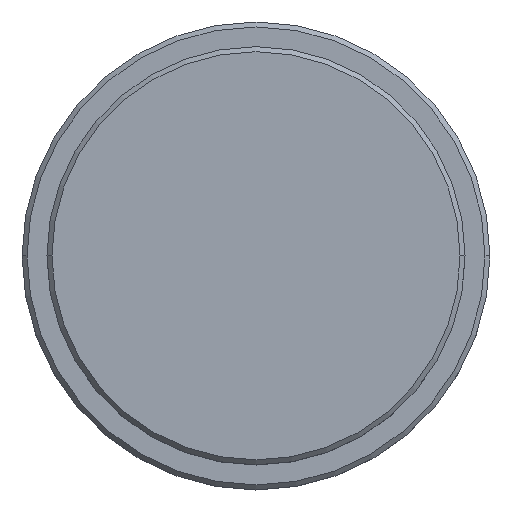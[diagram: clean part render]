
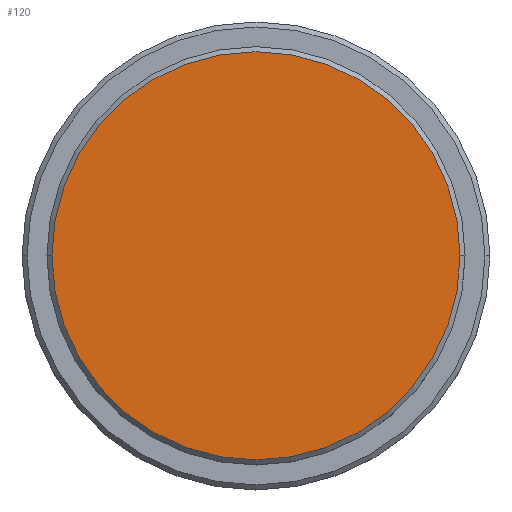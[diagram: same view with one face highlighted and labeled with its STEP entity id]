
A CAD part, top view. The second image highlights one B-rep face of the part: STEP entity #120.
In plain terms, the highlighted planar face has unit normal (0, 0, 1).
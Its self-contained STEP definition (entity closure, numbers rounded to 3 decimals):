
#12 = CIRCLE ( 'NONE', #129, 20.5 ) ;
#70 = ORIENTED_EDGE ( 'NONE', *, *, #1128, .T. ) ;
#82 = CARTESIAN_POINT ( 'NONE',  ( -20.5, 0., 0. ) ) ;
#120 = ADVANCED_FACE ( 'NONE', ( #420 ), #535, .T. ) ;
#129 = AXIS2_PLACEMENT_3D ( 'NONE', #1375, #1155, #1367 ) ;
#136 = VERTEX_POINT ( 'NONE', #82 ) ;
#246 = VERTEX_POINT ( 'NONE', #777 ) ;
#325 = CIRCLE ( 'NONE', #822, 20.5 ) ;
#420 = FACE_OUTER_BOUND ( 'NONE', #528, .T. ) ;
#528 = EDGE_LOOP ( 'NONE', ( #739, #70 ) ) ;
#535 = PLANE ( 'NONE',  #1185 ) ;
#631 = DIRECTION ( 'NONE',  ( 1., 0., 0. ) ) ;
#739 = ORIENTED_EDGE ( 'NONE', *, *, #1320, .T. ) ;
#777 = CARTESIAN_POINT ( 'NONE',  ( 20.5, 0., 0. ) ) ;
#822 = AXIS2_PLACEMENT_3D ( 'NONE', #968, #1230, #1204 ) ;
#968 = CARTESIAN_POINT ( 'NONE',  ( 0., 0., 0. ) ) ;
#1128 = EDGE_CURVE ( 'NONE', #246, #136, #12, .T. ) ;
#1155 = DIRECTION ( 'NONE',  ( 0., 0., 1. ) ) ;
#1176 = DIRECTION ( 'NONE',  ( 0., 0., 1. ) ) ;
#1185 = AXIS2_PLACEMENT_3D ( 'NONE', #1415, #1176, #631 ) ;
#1204 = DIRECTION ( 'NONE',  ( 1., 0., 0. ) ) ;
#1230 = DIRECTION ( 'NONE',  ( 0., 0., 1. ) ) ;
#1320 = EDGE_CURVE ( 'NONE', #136, #246, #325, .T. ) ;
#1367 = DIRECTION ( 'NONE',  ( 1., 0., 0. ) ) ;
#1375 = CARTESIAN_POINT ( 'NONE',  ( 0., 0., 0. ) ) ;
#1415 = CARTESIAN_POINT ( 'NONE',  ( 0., 0., 0. ) ) ;
